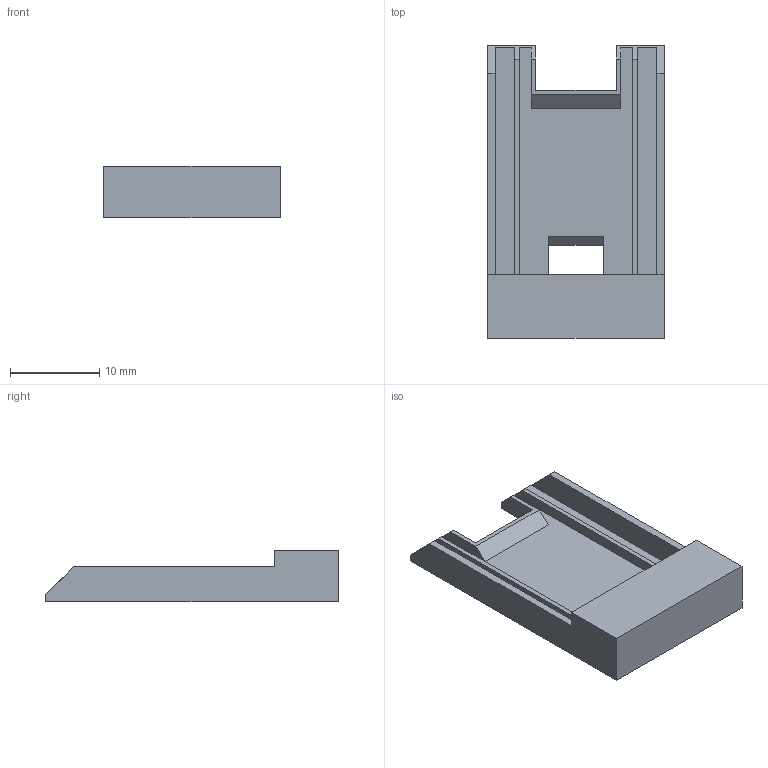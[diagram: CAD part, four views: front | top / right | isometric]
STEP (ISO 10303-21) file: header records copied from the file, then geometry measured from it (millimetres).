
FILE_DESCRIPTION(/* description */ (''),/* implementation_level */ '2;1');
FILE_NAME(/* name */ 'Chrysalis Solder Holder v12.step',/* time_stamp */ '2025-08-23T00:21:05-04:00',/* author */ (''),/* organization */ (''),/* preprocessor_version */ 'ST-DEVELOPER v20.1',/* originating_system */ 'Autodesk Translation Framework v14.10.0.0',/* authorisation */ '');
FILE_SCHEMA (('AUTOMOTIVE_DESIGN { 1 0 10303 214 3 1 1 }'));
Length unit declared in the file: millimetre
Products named in the file (1): Chrysalis Solder Holder
Bounding box: 19.85 x 32.83 x 5.75 mm (x, y, z)
Volume: 1025.2 mm3; surface area: 2231.5 mm2
Topology: 1 solids, 1 shells, 59 faces, 172 edges, 114 vertices
Faces by surface type: plane 59
Entity records: 1954 total; most frequent: CARTESIAN_POINT 346, ORIENTED_EDGE 344, DIRECTION 292, LINE 172, VECTOR 172, EDGE_CURVE 172, VERTEX_POINT 114, EDGE_LOOP 60
